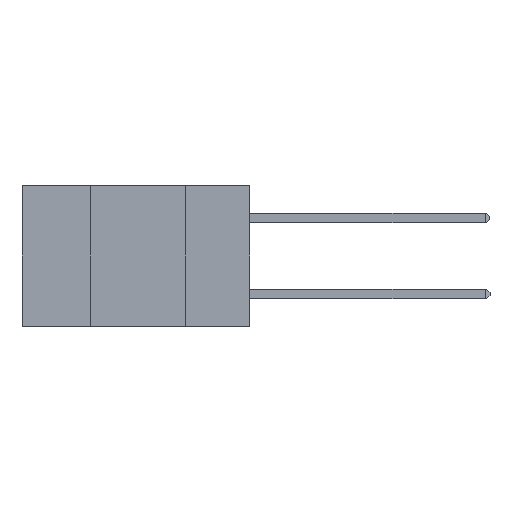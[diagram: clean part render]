
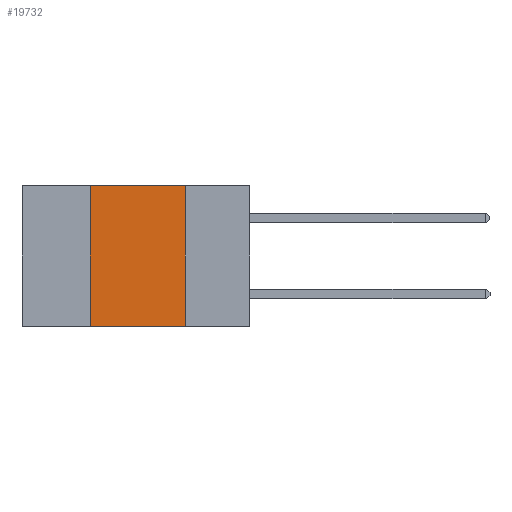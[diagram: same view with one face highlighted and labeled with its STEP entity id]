
A CAD part, left-side view. The second image highlights one B-rep face of the part: STEP entity #19732.
In plain terms, the highlighted planar face has unit normal (-1, 0, 0).
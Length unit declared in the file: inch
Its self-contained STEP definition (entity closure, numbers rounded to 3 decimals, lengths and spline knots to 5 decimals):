
#267 = LINE ( 'NONE', #2990, #21574 ) ;
#310 = FACE_OUTER_BOUND ( 'NONE', #15503, .T. ) ;
#988 = LINE ( 'NONE', #18482, #21405 ) ;
#2990 = CARTESIAN_POINT ( 'NONE',  ( 0., 0.17, 0. ) ) ;
#3852 = CARTESIAN_POINT ( 'NONE',  ( 0., 0.42, 0. ) ) ;
#4226 = EDGE_CURVE ( 'NONE', #10468, #4584, #22712, .T. ) ;
#4584 = VERTEX_POINT ( 'NONE', #14601 ) ;
#4647 = ORIENTED_EDGE ( 'NONE', *, *, #20670, .F. ) ;
#5083 = DIRECTION ( 'NONE',  ( 0., -1., 0. ) ) ;
#5624 = VECTOR ( 'NONE', #21499, 39.37008 ) ;
#6024 = EDGE_CURVE ( 'NONE', #19110, #14733, #13515, .T. ) ;
#6555 = DIRECTION ( 'NONE',  ( 0., 0., -1. ) ) ;
#6656 = DIRECTION ( 'NONE',  ( 0., 0., 1. ) ) ;
#6826 = DIRECTION ( 'NONE',  ( 0., 0., -1. ) ) ;
#8785 = PLANE ( 'NONE',  #24675 ) ;
#10468 = VERTEX_POINT ( 'NONE', #3852 ) ;
#10555 = CARTESIAN_POINT ( 'NONE',  ( 0., 0.42, -0.37 ) ) ;
#13212 = VECTOR ( 'NONE', #5083, 39.37008 ) ;
#13515 = LINE ( 'NONE', #14581, #5624 ) ;
#14581 = CARTESIAN_POINT ( 'NONE',  ( 0., 0.6, -0.37 ) ) ;
#14601 = CARTESIAN_POINT ( 'NONE',  ( 0., 0.17, 0. ) ) ;
#14730 = CARTESIAN_POINT ( 'NONE',  ( 0., 0.6, 0. ) ) ;
#14733 = VERTEX_POINT ( 'NONE', #15357 ) ;
#15357 = CARTESIAN_POINT ( 'NONE',  ( 0., 0.17, -0.37 ) ) ;
#15503 = EDGE_LOOP ( 'NONE', ( #4647, #21874, #23228, #23134 ) ) ;
#16597 = DIRECTION ( 'NONE',  ( 1., 0., 0. ) ) ;
#18482 = CARTESIAN_POINT ( 'NONE',  ( 0., 0.42, 0. ) ) ;
#18690 = CARTESIAN_POINT ( 'NONE',  ( 0., 0.6, 0. ) ) ;
#19110 = VERTEX_POINT ( 'NONE', #10555 ) ;
#19732 = ADVANCED_FACE ( 'NONE', ( #310 ), #8785, .F. ) ;
#20670 = EDGE_CURVE ( 'NONE', #4584, #14733, #267, .T. ) ;
#21405 = VECTOR ( 'NONE', #6656, 39.37008 ) ;
#21499 = DIRECTION ( 'NONE',  ( 0., -1., 0. ) ) ;
#21574 = VECTOR ( 'NONE', #6555, 39.37008 ) ;
#21874 = ORIENTED_EDGE ( 'NONE', *, *, #4226, .F. ) ;
#22712 = LINE ( 'NONE', #18690, #13212 ) ;
#23134 = ORIENTED_EDGE ( 'NONE', *, *, #6024, .T. ) ;
#23228 = ORIENTED_EDGE ( 'NONE', *, *, #23955, .F. ) ;
#23955 = EDGE_CURVE ( 'NONE', #19110, #10468, #988, .T. ) ;
#24675 = AXIS2_PLACEMENT_3D ( 'NONE', #14730, #16597, #6826 ) ;
